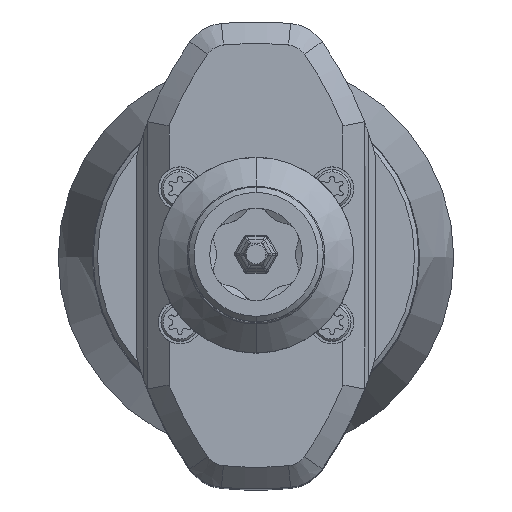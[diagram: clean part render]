
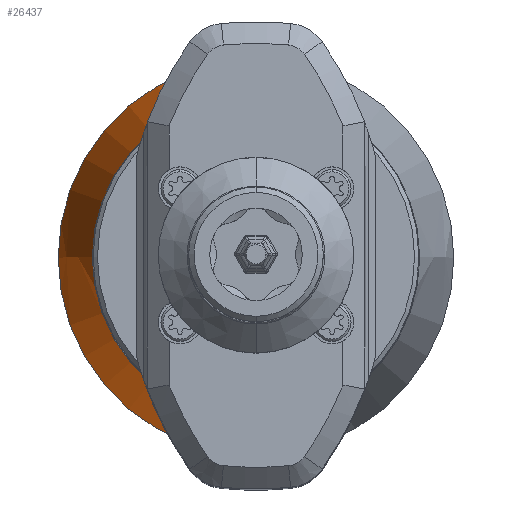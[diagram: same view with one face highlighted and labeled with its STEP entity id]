
A CAD part, top view. The second image highlights one B-rep face of the part: STEP entity #26437.
In plain terms, the highlighted free-form (B-spline) face has degree [3, 3] with [7, 4] control points.
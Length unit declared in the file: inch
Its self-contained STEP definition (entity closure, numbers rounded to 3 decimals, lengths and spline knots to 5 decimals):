
#10564=CARTESIAN_POINT('',(0.,0.,-1.48502));
#10565=DIRECTION('',(0.,0.,-1.));
#10566=DIRECTION('',(0.,-1.,0.));
#10567=AXIS2_PLACEMENT_3D('',#10564,#10565,#10566);
#10569=CARTESIAN_POINT('',(0.,0.,-1.93307));
#10570=DIRECTION('',(0.,0.,1.));
#10571=DIRECTION('',(0.,1.,0.));
#10572=AXIS2_PLACEMENT_3D('',#10569,#10570,#10571);
#10579=CARTESIAN_POINT('',(0.,-1.42009,-2.28186));
#10580=DIRECTION('',(1.,0.,0.));
#10581=DIRECTION('',(0.,0.987,0.161));
#10582=AXIS2_PLACEMENT_3D('',#10579,#10580,#10581);
#10589=CARTESIAN_POINT('',(0.,1.42009,-2.28186));
#10590=DIRECTION('',(-1.,0.,0.));
#10591=DIRECTION('',(0.,-0.987,0.161));
#10592=AXIS2_PLACEMENT_3D('',#10589,#10590,#10591);
#15062=CARTESIAN_POINT('',(0.,0.71699,-1.93307));
#15063=CARTESIAN_POINT('',(0.,-0.71699,-1.93307));
#15064=VERTEX_POINT('',#15062);
#15065=VERTEX_POINT('',#15063);
#15070=CARTESIAN_POINT('',(0.,-0.59331,-1.48502));
#15071=CARTESIAN_POINT('',(0.,0.59331,-1.48502));
#15072=VERTEX_POINT('',#15070);
#15073=VERTEX_POINT('',#15071);
#26399=CARTESIAN_POINT('',(0.04511,0.71705,
-1.94227));
#26400=CARTESIAN_POINT('',(0.04352,0.69173,
-1.78249));
#26401=CARTESIAN_POINT('',(0.04082,0.64877,
-1.62654));
#26402=CARTESIAN_POINT('',(0.03704,0.5887,
-1.47636));
#26403=CARTESIAN_POINT('',(-0.39616,0.74481,
-1.94227));
#26404=CARTESIAN_POINT('',(-0.38217,0.71851,
-1.78249));
#26405=CARTESIAN_POINT('',(-0.35843,0.67389,
-1.62654));
#26406=CARTESIAN_POINT('',(-0.32525,0.6115,
-1.47636));
#26407=CARTESIAN_POINT('',(-0.71847,0.44214,
-1.94227));
#26408=CARTESIAN_POINT('',(-0.6931,0.42653,
-1.78249));
#26409=CARTESIAN_POINT('',(-0.65005,0.40004,
-1.62654));
#26410=CARTESIAN_POINT('',(-0.58987,0.363,
-1.47636));
#26411=CARTESIAN_POINT('',(-0.71847,0.,-1.94227));
#26412=CARTESIAN_POINT('',(-0.6931,0.,-1.78249));
#26413=CARTESIAN_POINT('',(-0.65005,0.,-1.62654));
#26414=CARTESIAN_POINT('',(-0.58987,0.,-1.47636));
#26415=CARTESIAN_POINT('',(-0.71847,-0.44214,
-1.94227));
#26416=CARTESIAN_POINT('',(-0.6931,-0.42653,
-1.78249));
#26417=CARTESIAN_POINT('',(-0.65005,-0.40004,
-1.62654));
#26418=CARTESIAN_POINT('',(-0.58987,-0.363,
-1.47636));
#26419=CARTESIAN_POINT('',(-0.39616,-0.74481,
-1.94227));
#26420=CARTESIAN_POINT('',(-0.38217,-0.71851,
-1.78249));
#26421=CARTESIAN_POINT('',(-0.35843,-0.67389,
-1.62654));
#26422=CARTESIAN_POINT('',(-0.32525,-0.6115,
-1.47636));
#26423=CARTESIAN_POINT('',(0.04511,-0.71705,
-1.94227));
#26424=CARTESIAN_POINT('',(0.04352,-0.69173,
-1.78249));
#26425=CARTESIAN_POINT('',(0.04082,-0.64877,
-1.62654));
#26426=CARTESIAN_POINT('',(0.03704,-0.5887,
-1.47636));
#26427=(BOUNDED_SURFACE()B_SPLINE_SURFACE(3,3,((#26399,#26400,#26401,#26402),(
#26403,#26404,#26405,#26406),(#26407,#26408,#26409,#26410),(#26411,#26412,
#26413,#26414),(#26415,#26416,#26417,#26418),(#26419,#26420,#26421,#26422),(
#26423,#26424,#26425,#26426)),.UNSPECIFIED.,.F.,.F.,.F.)B_SPLINE_SURFACE_WITH_KNOTS((4,3,4),(4,4),(0.,1.,2.),(0.,1.),.UNSPECIFIED.)GEOMETRIC_REPRESENTATION_ITEM()RATIONAL_B_SPLINE_SURFACE(((1.191,1.186,
1.186,1.191),(0.941,0.937,
0.937,0.941),(0.941,0.937,
0.937,0.941),(1.191,1.186,
1.186,1.191),(0.941,0.937,
0.937,0.941),(0.941,0.937,
0.937,0.941),(1.191,1.186,
1.186,1.191)))REPRESENTATION_ITEM('')SURFACE());
#26428=ORIENTED_EDGE('',*,*,#26247,.F.);
#26430=ORIENTED_EDGE('',*,*,#26429,.F.);
#26432=ORIENTED_EDGE('',*,*,#26431,.F.);
#26434=ORIENTED_EDGE('',*,*,#26433,.T.);
#26435=EDGE_LOOP('',(#26428,#26430,#26432,#26434));
#26436=FACE_OUTER_BOUND('',#26435,.F.);
#26437=ADVANCED_FACE('',(#26436),#26427,.T.);
#10568=CIRCLE('',#10567,0.59331);
#10573=CIRCLE('',#10572,0.71699);
#10583=CIRCLE('',#10582,2.16535);
#10593=CIRCLE('',#10592,2.16535);
#26247=EDGE_CURVE('',#15072,#15073,#10568,.T.);
#26429=EDGE_CURVE('',#15065,#15072,#10593,.T.);
#26431=EDGE_CURVE('',#15064,#15065,#10573,.T.);
#26433=EDGE_CURVE('',#15064,#15073,#10583,.T.);
